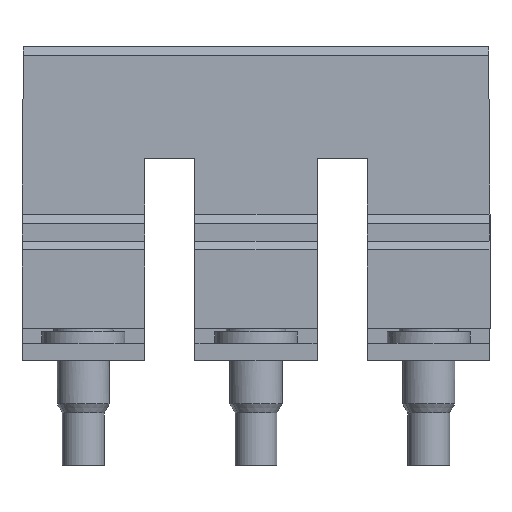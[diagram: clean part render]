
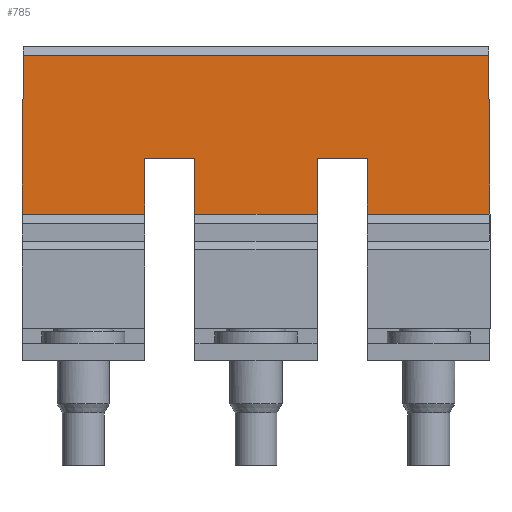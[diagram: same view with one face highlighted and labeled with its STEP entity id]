
A CAD part, front view. The second image highlights one B-rep face of the part: STEP entity #785.
In plain terms, the highlighted planar face has unit normal (0, -1, 0.009).
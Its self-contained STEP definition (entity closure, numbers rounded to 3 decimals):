
#708=AXIS2_PLACEMENT_3D('Plane Axis2P3D',#705,#706,#707) ;
#391=CARTESIAN_POINT('Vertex',(7.03,5.473,17.6)) ;
#394=CARTESIAN_POINT('Line Origine',(7.03,5.459,16.)) ;
#398=CARTESIAN_POINT('Vertex',(7.03,5.445,14.4)) ;
#478=CARTESIAN_POINT('Vertex',(0.,5.445,14.4)) ;
#527=CARTESIAN_POINT('Line Origine',(3.515,5.445,14.4)) ;
#686=CARTESIAN_POINT('Line Origine',(8.465,5.473,17.6)) ;
#690=CARTESIAN_POINT('Vertex',(9.9,5.473,17.6)) ;
#705=CARTESIAN_POINT('Axis2P3D Location',(26.83,5.524,23.5)) ;
#710=CARTESIAN_POINT('Line Origine',(9.9,5.459,16.)) ;
#714=CARTESIAN_POINT('Vertex',(9.9,5.445,14.4)) ;
#717=CARTESIAN_POINT('Line Origine',(13.415,5.445,14.4)) ;
#721=CARTESIAN_POINT('Vertex',(16.93,5.445,14.4)) ;
#724=CARTESIAN_POINT('Line Origine',(16.93,5.459,16.)) ;
#728=CARTESIAN_POINT('Vertex',(16.93,5.473,17.6)) ;
#731=CARTESIAN_POINT('Line Origine',(18.365,5.473,17.6)) ;
#735=CARTESIAN_POINT('Vertex',(19.8,5.473,17.6)) ;
#738=CARTESIAN_POINT('Line Origine',(19.8,5.459,16.)) ;
#742=CARTESIAN_POINT('Vertex',(19.8,5.445,14.4)) ;
#745=CARTESIAN_POINT('Line Origine',(23.315,5.445,14.4)) ;
#749=CARTESIAN_POINT('Vertex',(26.83,5.445,14.4)) ;
#752=CARTESIAN_POINT('Line Origine',(26.79,5.485,18.95)) ;
#756=CARTESIAN_POINT('Vertex',(26.751,5.524,23.5)) ;
#759=CARTESIAN_POINT('Line Origine',(13.415,5.524,23.5)) ;
#763=CARTESIAN_POINT('Vertex',(0.079,5.524,23.5)) ;
#766=CARTESIAN_POINT('Line Origine',(0.04,5.485,18.95)) ;
#395=DIRECTION('Vector Direction',(0.,-0.009,-1.)) ;
#528=DIRECTION('Vector Direction',(-1.,0.,0.)) ;
#687=DIRECTION('Vector Direction',(-1.,0.,0.)) ;
#706=DIRECTION('Axis2P3D Direction',(0.,-1.,0.009)) ;
#707=DIRECTION('Axis2P3D XDirection',(0.,-0.009,-1.)) ;
#711=DIRECTION('Vector Direction',(0.,-0.009,-1.)) ;
#718=DIRECTION('Vector Direction',(1.,0.,0.)) ;
#725=DIRECTION('Vector Direction',(0.,-0.009,-1.)) ;
#732=DIRECTION('Vector Direction',(-1.,0.,0.)) ;
#739=DIRECTION('Vector Direction',(0.,-0.009,-1.)) ;
#746=DIRECTION('Vector Direction',(1.,0.,0.)) ;
#753=DIRECTION('Vector Direction',(-0.009,0.009,1.)) ;
#760=DIRECTION('Vector Direction',(1.,0.,0.)) ;
#767=DIRECTION('Vector Direction',(0.009,0.009,1.)) ;
#396=VECTOR('Line Direction',#395,1.) ;
#529=VECTOR('Line Direction',#528,1.) ;
#688=VECTOR('Line Direction',#687,1.) ;
#712=VECTOR('Line Direction',#711,1.) ;
#719=VECTOR('Line Direction',#718,1.) ;
#726=VECTOR('Line Direction',#725,1.) ;
#733=VECTOR('Line Direction',#732,1.) ;
#740=VECTOR('Line Direction',#739,1.) ;
#747=VECTOR('Line Direction',#746,1.) ;
#754=VECTOR('Line Direction',#753,1.) ;
#761=VECTOR('Line Direction',#760,1.) ;
#768=VECTOR('Line Direction',#767,1.) ;
#772=ORIENTED_EDGE('',*,*,#716,.F.) ;
#773=ORIENTED_EDGE('',*,*,#723,.F.) ;
#774=ORIENTED_EDGE('',*,*,#730,.F.) ;
#775=ORIENTED_EDGE('',*,*,#737,.F.) ;
#776=ORIENTED_EDGE('',*,*,#744,.F.) ;
#777=ORIENTED_EDGE('',*,*,#751,.F.) ;
#778=ORIENTED_EDGE('',*,*,#758,.T.) ;
#779=ORIENTED_EDGE('',*,*,#765,.F.) ;
#780=ORIENTED_EDGE('',*,*,#770,.F.) ;
#781=ORIENTED_EDGE('',*,*,#531,.F.) ;
#782=ORIENTED_EDGE('',*,*,#400,.F.) ;
#783=ORIENTED_EDGE('',*,*,#692,.F.) ;
#785=ADVANCED_FACE('KU_WQV10/3',(#784),#709,.T.) ;
#400=EDGE_CURVE('',#392,#399,#397,.T.) ;
#531=EDGE_CURVE('',#399,#479,#530,.T.) ;
#692=EDGE_CURVE('',#691,#392,#689,.T.) ;
#716=EDGE_CURVE('',#715,#691,#713,.F.) ;
#723=EDGE_CURVE('',#722,#715,#720,.F.) ;
#730=EDGE_CURVE('',#729,#722,#727,.T.) ;
#737=EDGE_CURVE('',#736,#729,#734,.T.) ;
#744=EDGE_CURVE('',#743,#736,#741,.F.) ;
#751=EDGE_CURVE('',#750,#743,#748,.F.) ;
#758=EDGE_CURVE('',#750,#757,#755,.T.) ;
#765=EDGE_CURVE('',#764,#757,#762,.T.) ;
#770=EDGE_CURVE('',#479,#764,#769,.T.) ;
#771=EDGE_LOOP('',(#772,#773,#774,#775,#776,#777,#778,#779,#780,#781,#782,#783)) ;
#784=FACE_OUTER_BOUND('',#771,.T.) ;
#397=LINE('Line',#394,#396) ;
#530=LINE('Line',#527,#529) ;
#689=LINE('Line',#686,#688) ;
#713=LINE('Line',#710,#712) ;
#720=LINE('Line',#717,#719) ;
#727=LINE('Line',#724,#726) ;
#734=LINE('Line',#731,#733) ;
#741=LINE('Line',#738,#740) ;
#748=LINE('Line',#745,#747) ;
#755=LINE('Line',#752,#754) ;
#762=LINE('Line',#759,#761) ;
#769=LINE('Line',#766,#768) ;
#709=PLANE('',#708) ;
#392=VERTEX_POINT('',#391) ;
#399=VERTEX_POINT('',#398) ;
#479=VERTEX_POINT('',#478) ;
#691=VERTEX_POINT('',#690) ;
#715=VERTEX_POINT('',#714) ;
#722=VERTEX_POINT('',#721) ;
#729=VERTEX_POINT('',#728) ;
#736=VERTEX_POINT('',#735) ;
#743=VERTEX_POINT('',#742) ;
#750=VERTEX_POINT('',#749) ;
#757=VERTEX_POINT('',#756) ;
#764=VERTEX_POINT('',#763) ;
